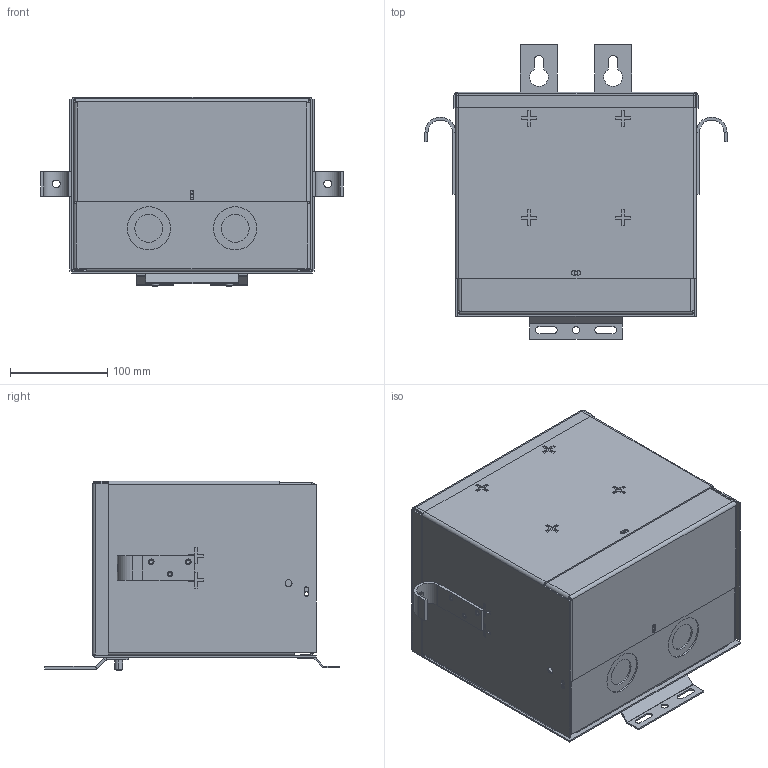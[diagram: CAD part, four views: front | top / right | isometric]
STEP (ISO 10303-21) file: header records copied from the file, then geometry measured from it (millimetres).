
FILE_DESCRIPTION (( 'STEP AP214' ), '1' );
FILE_NAME ('T2A533081S.STEP', '2016-01-21T20:37:37', ( '' ), ( '' ), 'SwSTEP 2.0', 'SolidWorks 2012', '' );
FILE_SCHEMA (( 'AUTOMOTIVE_DESIGN' ));
Length unit declared in the file: inch
Products named in the file (11): A  1-118040-; F  1-701874-; A  2-1430301-; R  1-701874-; A  1-701877-; A  1-701874-; A   -700716-; A  1-115443-; A  1-701875-; T2A533081S; A  1-701878-
Assembly tree (13 placements, depth 3):
  T2A533081S
    A  1-701874-
      A  1-701875-
      A  1-118040-  x2
      F  1-701874-
      R  1-701874-
      A  2-1430301-  x2
    A   -700716-
    A  1-115443-  x2
    A  1-701877-
    A  1-701878-
Bounding box: 310.64 x 302.99 x 195.41 mm (x, y, z)
Volume: 515338.2 mm3; surface area: 666624.8 mm2
Topology: 12 solids, 12 shells, 650 faces, 1574 edges, 992 vertices
Faces by surface type: plane 444, cylinder 138, cone 40, bspline 24, torus 4
Entity records: 19336 total; most frequent: CARTESIAN_POINT 5022, ORIENTED_EDGE 2840, DIRECTION 2792, EDGE_CURVE 1420, LINE 1120, VECTOR 1120, VERTEX_POINT 898, AXIS2_PLACEMENT_3D 836
